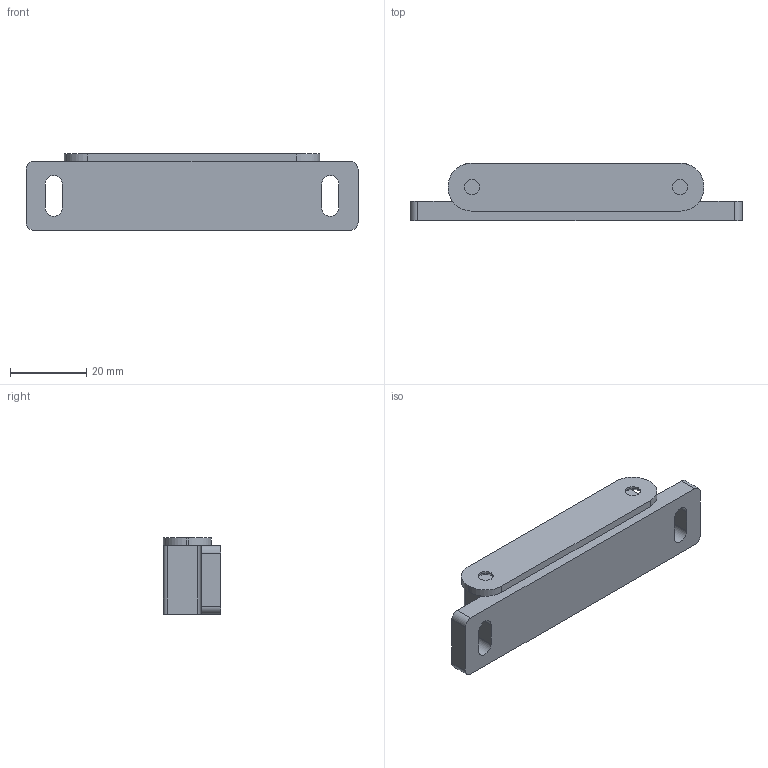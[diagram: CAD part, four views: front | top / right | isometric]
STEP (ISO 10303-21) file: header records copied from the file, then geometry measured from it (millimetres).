
FILE_DESCRIPTION(/* description */ (''),/* implementation_level */ '2;1');
FILE_NAME(/* name */ 'CMGPE0000006.stp',/* time_stamp */ '2018-11-07T12:01:39+01:00',/* author */ ('fzagni'),/* organization */ (''),/* preprocessor_version */ 'ST-DEVELOPER v16.1',/* originating_system */ 'Autodesk Inventor 2016',/* authorisation */ '');
FILE_SCHEMA (('AUTOMOTIVE_DESIGN { 1 0 10303 214 3 1 1 }'));
Length unit declared in the file: millimetre
Products named in the file (3): 440000006615; 440000006616; 440000006618
Assembly tree (2 placements, depth 2):
  440000006618
    440000006615
    440000006616
Bounding box: 87 x 15 x 20 mm (x, y, z)
Volume: 19522.4 mm3; surface area: 7651.6 mm2
Topology: 2 solids, 2 shells, 40 faces, 108 edges, 72 vertices
Faces by surface type: plane 20, cylinder 18, cone 2
Full cylindrical faces by diameter (mm): 4 x2
Entity records: 1320 total; most frequent: DIRECTION 230, CARTESIAN_POINT 217, ORIENTED_EDGE 204, EDGE_CURVE 102, AXIS2_PLACEMENT_3D 83, VERTEX_POINT 70, LINE 64, VECTOR 64
